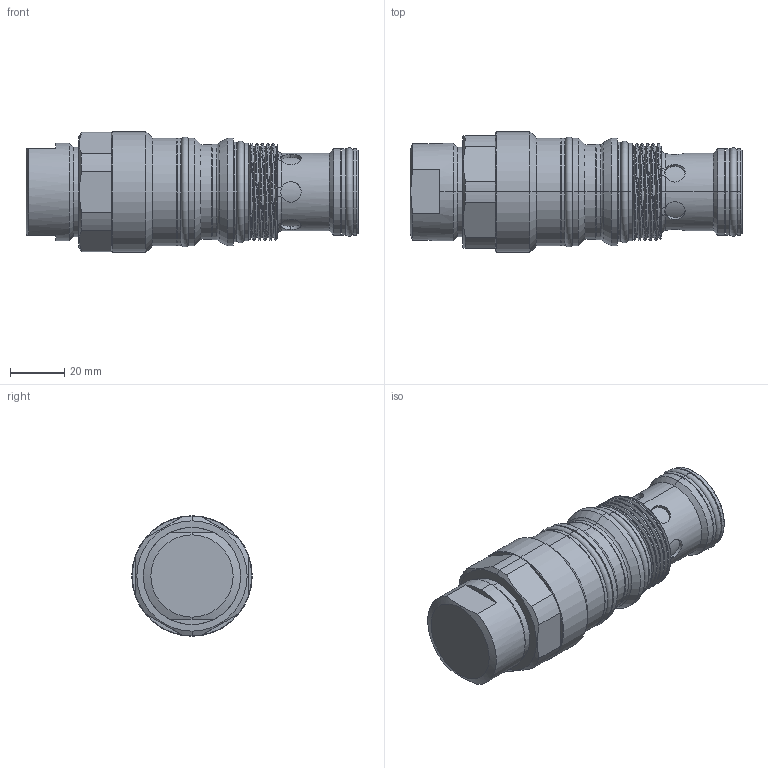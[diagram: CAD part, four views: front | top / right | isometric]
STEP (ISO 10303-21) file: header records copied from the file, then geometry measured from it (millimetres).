
FILE_DESCRIPTION (( 'STEP AP203' ), '1' );
FILE_NAME ('CBA17A3D-N.STEP', '2023-04-12T03:42:17', ( '' ), ( '' ), 'SwSTEP 2.0', 'SolidWorks 2018', '' );
FILE_SCHEMA (( 'CONFIG_CONTROL_DESIGN' ));
Length unit declared in the file: millimetre
Products named in the file (1): CBA17A3D-N
Bounding box: 122.04 x 44.3 x 44.3 mm (x, y, z)
Volume: 128016.4 mm3; surface area: 20604.5 mm2
Topology: 1 solids, 1 shells, 196 faces, 448 edges, 272 vertices
Faces by surface type: cylinder 98, plane 37, cone 34, torus 18, bspline 9
Entity records: 8785 total; most frequent: CARTESIAN_POINT 4389, DIRECTION 929, ORIENTED_EDGE 896, EDGE_CURVE 448, AXIS2_PLACEMENT_3D 394, VERTEX_POINT 272, EDGE_LOOP 214, CIRCLE 206
